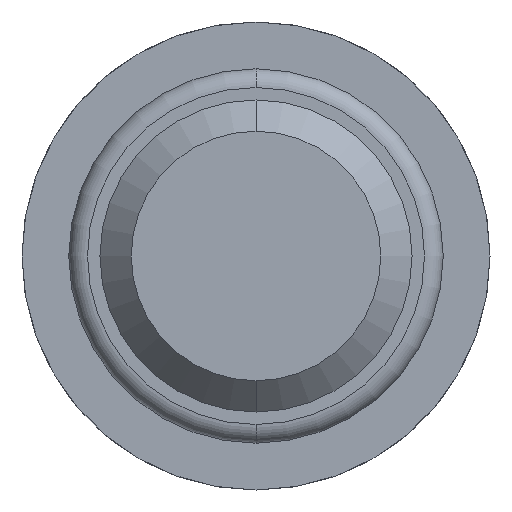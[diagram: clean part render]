
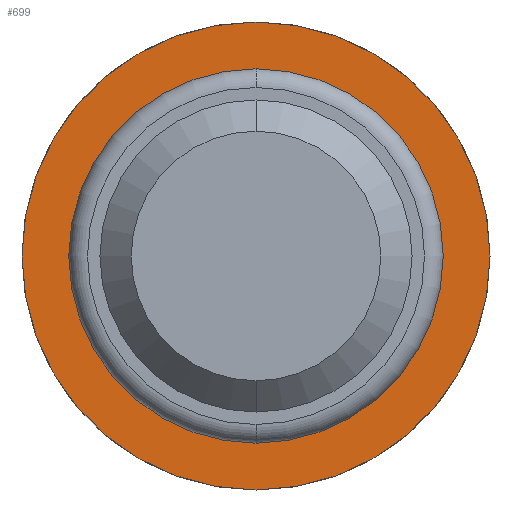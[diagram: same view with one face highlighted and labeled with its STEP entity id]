
A CAD part, front view. The second image highlights one B-rep face of the part: STEP entity #699.
In plain terms, the highlighted planar face has unit normal (0, -1, 0).
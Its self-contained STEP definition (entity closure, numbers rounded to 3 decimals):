
#88 = DIRECTION ( 'NONE',  ( 0., 0., -1. ) ) ;
#102 = EDGE_LOOP ( 'NONE', ( #1087, #2994 ) ) ;
#149 = CIRCLE ( 'NONE', #4640, 1.5 ) ;
#169 = CIRCLE ( 'NONE', #4615, 1.5 ) ;
#173 = CARTESIAN_POINT ( 'NONE',  ( 0., 20., -1.5 ) ) ;
#238 = CARTESIAN_POINT ( 'NONE',  ( 0., 20., 0. ) ) ;
#245 = CIRCLE ( 'NONE', #1995, 1.875 ) ;
#320 = ORIENTED_EDGE ( 'NONE', *, *, #2679, .T. ) ;
#330 = FACE_OUTER_BOUND ( 'NONE', #4956, .T. ) ;
#358 = VERTEX_POINT ( 'NONE', #3536 ) ;
#699 = ADVANCED_FACE ( 'Defeature ausgef�hrt3_5', ( #330, #4266 ), #4535, .T. ) ;
#1087 = ORIENTED_EDGE ( 'NONE', *, *, #2196, .F. ) ;
#1219 = DIRECTION ( 'NONE',  ( 0., -1., 0. ) ) ;
#1343 = VERTEX_POINT ( 'NONE', #173 ) ;
#1486 = AXIS2_PLACEMENT_3D ( 'NONE', #4050, #4449, #2527 ) ;
#1500 = CARTESIAN_POINT ( 'NONE',  ( 1.5, 20., 0. ) ) ;
#1580 = CARTESIAN_POINT ( 'NONE',  ( 0., 20., -1.875 ) ) ;
#1855 = DIRECTION ( 'NONE',  ( 0., 0., -1. ) ) ;
#1873 = AXIS2_PLACEMENT_3D ( 'NONE', #1500, #2166, #4009 ) ;
#1995 = AXIS2_PLACEMENT_3D ( 'NONE', #238, #4023, #3233 ) ;
#2166 = DIRECTION ( 'NONE',  ( 0., -1., 0. ) ) ;
#2196 = EDGE_CURVE ( 'Defeature ausgef�hrt3_4+Defeature ausgef�hrt3_5+Defeature ausgef�hrt3_5+Defeature ausgef�hrt3_5', #1343, #358, #149, .T. ) ;
#2527 = DIRECTION ( 'NONE',  ( 0., 0., -1. ) ) ;
#2561 = VERTEX_POINT ( 'NONE', #3521 ) ;
#2651 = CARTESIAN_POINT ( 'NONE',  ( 0., 20., 0. ) ) ;
#2679 = EDGE_CURVE ( 'Defeature ausgef�hrt3_5+Defeature ausgef�hrt3_6+Defeature ausgef�hrt3_6+Defeature ausgef�hrt3_6', #4065, #2561, #4079, .T. ) ;
#2884 = EDGE_CURVE ( 'Defeature ausgef�hrt3_5+Defeature ausgef�hrt3_6+Defeature ausgef�hrt3_6+Defeature ausgef�hrt3_6', #2561, #4065, #245, .T. ) ;
#2982 = DIRECTION ( 'NONE',  ( 0., -1., 0. ) ) ;
#2994 = ORIENTED_EDGE ( 'NONE', *, *, #3229, .F. ) ;
#3229 = EDGE_CURVE ( 'Defeature ausgef�hrt3_4+Defeature ausgef�hrt3_5+Defeature ausgef�hrt3_5+Defeature ausgef�hrt3_5', #358, #1343, #169, .T. ) ;
#3233 = DIRECTION ( 'NONE',  ( 0., 0., -1. ) ) ;
#3405 = ORIENTED_EDGE ( 'NONE', *, *, #2884, .T. ) ;
#3521 = CARTESIAN_POINT ( 'NONE',  ( 0., 20., 1.875 ) ) ;
#3536 = CARTESIAN_POINT ( 'NONE',  ( 0., 20., 1.5 ) ) ;
#4009 = DIRECTION ( 'NONE',  ( 0., 0., -1. ) ) ;
#4023 = DIRECTION ( 'NONE',  ( 0., -1., 0. ) ) ;
#4050 = CARTESIAN_POINT ( 'NONE',  ( 0., 20., 0. ) ) ;
#4065 = VERTEX_POINT ( 'NONE', #1580 ) ;
#4079 = CIRCLE ( 'NONE', #1486, 1.875 ) ;
#4261 = CARTESIAN_POINT ( 'NONE',  ( 0., 20., 0. ) ) ;
#4266 = FACE_BOUND ( 'NONE', #102, .T. ) ;
#4449 = DIRECTION ( 'NONE',  ( 0., -1., 0. ) ) ;
#4535 = PLANE ( 'NONE',  #1873 ) ;
#4615 = AXIS2_PLACEMENT_3D ( 'NONE', #4261, #1219, #88 ) ;
#4640 = AXIS2_PLACEMENT_3D ( 'NONE', #2651, #2982, #1855 ) ;
#4956 = EDGE_LOOP ( 'NONE', ( #320, #3405 ) ) ;
